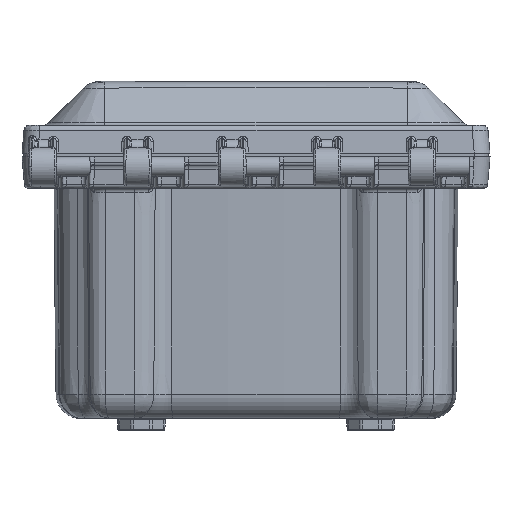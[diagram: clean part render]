
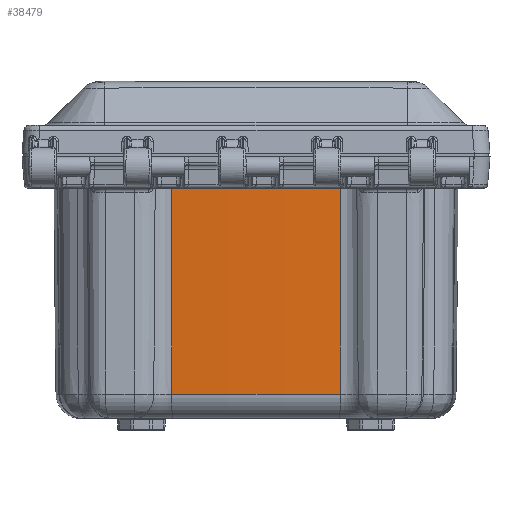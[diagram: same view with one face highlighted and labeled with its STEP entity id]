
A CAD part, left-side view. The second image highlights one B-rep face of the part: STEP entity #38479.
In plain terms, the highlighted conical face has half-angle 0.5 degrees and reference radius 622.655 mm.
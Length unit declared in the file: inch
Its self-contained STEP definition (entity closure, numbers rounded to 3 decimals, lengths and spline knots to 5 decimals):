
#115=CONICAL_SURFACE($,#41469,24.51398,0.5);
#4285=FACE_OUTER_BOUND($,#6959,.T.);
#6959=EDGE_LOOP($,(#27104,#27105,#27106,#27107));
#9687=CIRCLE($,#41140,24.49849);
#9876=CIRCLE($,#41470,24.52947);
#12280=LINE($,#64723,#14293);
#12281=LINE($,#64727,#14294);
#14293=VECTOR($,#46963,3.54911);
#14294=VECTOR($,#46968,3.54911);
#16450=VERTEX_POINT($,#59883);
#16451=VERTEX_POINT($,#59887);
#16659=VERTEX_POINT($,#64721);
#16660=VERTEX_POINT($,#64725);
#20078=EDGE_CURVE($,#16450,#16451,#9687,.T.);
#20485=EDGE_CURVE($,#16659,#16450,#12280,.T.);
#20486=EDGE_CURVE($,#16659,#16660,#9876,.T.);
#20487=EDGE_CURVE($,#16451,#16660,#12281,.T.);
#27104=ORIENTED_EDGE($,*,*,#20078,.F.);
#27105=ORIENTED_EDGE($,*,*,#20485,.F.);
#27106=ORIENTED_EDGE($,*,*,#20486,.T.);
#27107=ORIENTED_EDGE($,*,*,#20487,.F.);
#38479=ADVANCED_FACE($,(#4285),#115,.T.);
#41140=AXIS2_PLACEMENT_3D($,#59888,#46173,#46174);
#41469=AXIS2_PLACEMENT_3D($,#64724,#46964,#46965);
#41470=AXIS2_PLACEMENT_3D($,#64726,#46966,#46967);
#46173=DIRECTION('center_axis',(0.,-1.,0.));
#46174=DIRECTION('ref_axis',(0.055,0.,0.999));
#46963=DIRECTION($,(0.,-1.,-0.009));
#46964=DIRECTION('center_axis',(0.,1.,0.));
#46965=DIRECTION('ref_axis',(1.,0.,0.));
#46966=DIRECTION('center_axis',(0.,-1.,0.));
#46967=DIRECTION('ref_axis',(0.055,0.,0.999));
#46968=DIRECTION($,(0.,1.,0.009));
#59883=CARTESIAN_POINT('',(1.33558,-3.7534,3.13331));
#59887=CARTESIAN_POINT('',(-1.33558,-3.7534,3.13331));
#59888=CARTESIAN_POINT('Origin',(0.,-3.7534,-21.32875));
#64721=CARTESIAN_POINT('',(1.33727,-0.20443,3.16424));
#64723=CARTESIAN_POINT($,(1.33727,-0.20443,3.16424));
#64724=CARTESIAN_POINT('Origin',(0.,-1.97892,-21.32875));
#64725=CARTESIAN_POINT('',(-1.33727,-0.20443,3.16424));
#64726=CARTESIAN_POINT('Origin',(0.,-0.20443,-21.32875));
#64727=CARTESIAN_POINT($,(-1.33558,-3.7534,3.13331));
